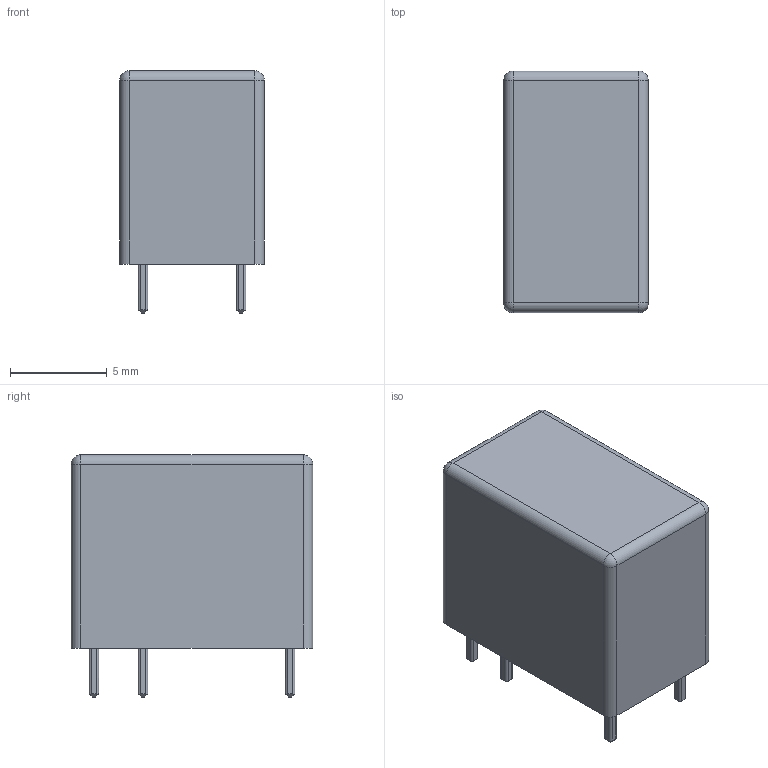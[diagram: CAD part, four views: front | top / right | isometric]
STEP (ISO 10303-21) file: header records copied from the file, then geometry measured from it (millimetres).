
FILE_DESCRIPTION(('Open CASCADE Model'),'2;1');
FILE_NAME('Open CASCADE Shape Model','2023-03-31T17:11:13',('Author'),( 'Open CASCADE'),'Open CASCADE STEP processor 7.7','Open CASCADE 7.7' ,'Unknown');
FILE_SCHEMA(('AUTOMOTIVE_DESIGN { 1 0 10303 214 1 1 1 1 }'));
Length unit declared in the file: millimetre
Products named in the file (16): CQ assembly; 46eef0f8-cfd6-11ed-af9c-133285e254d3; body; body_part; pin1; pin1_part; pin2; pin2_part; pin3; pin3_part; pin4; pin4_part; pin5; pin5_part; pin6; pin6_part
Assembly tree (15 placements, depth 4):
  CQ assembly
    46eef0f8-cfd6-11ed-af9c-133285e254d3
      body
        body_part
      pin1
        pin1_part
      pin2
        pin2_part
      pin3
        pin3_part
      pin4
        pin4_part
      pin5
        pin5_part
      pin6
        pin6_part
Bounding box: 7.5 x 12.5 x 12.54 mm (x, y, z)
Volume: 936.8 mm3; surface area: 598.8 mm2
Topology: 7 solids, 7 shells, 102 faces, 256 edges, 164 vertices
Faces by surface type: plane 66, cylinder 32, sphere 4
Entity records: 6924 total; most frequent: CARTESIAN_POINT 1578, DIRECTION 982, LINE 544, VECTOR 544, ORIENTED_EDGE 504, PCURVE 504, DEFINITIONAL_REPRESENTATION 504, EDGE_CURVE 252
